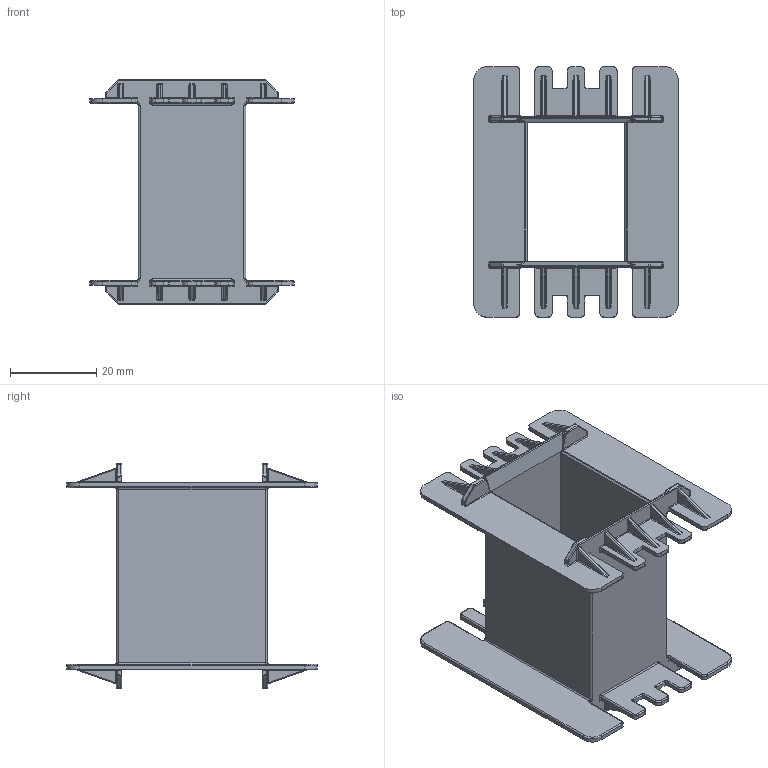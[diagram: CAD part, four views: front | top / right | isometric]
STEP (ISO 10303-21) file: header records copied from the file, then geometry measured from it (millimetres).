
FILE_DESCRIPTION((''),'2;1');
FILE_NAME('C61036-A0116-C202_E70','2020-01-20T',('ea4695'),(''),'PRO/ENGINEER BY PARAMETRIC TECHNOLOGY CORPORATION, 2014000','PRO/ENGINEER BY PARAMETRIC TECHNOLOGY CORPORATION, 2014000','');
FILE_SCHEMA(('CONFIG_CONTROL_DESIGN'));
Products named in the file (1): C61036-A0116-C202_E70
Bounding box: 47.3 x 58 x 52 mm (x, y, z)
Volume: 11071.5 mm3; surface area: 18799.3 mm2
Topology: 1 solids, 1 shells, 1002 faces, 2378 edges, 1380 vertices
Faces by surface type: cylinder 462, plane 192, bspline 164, torus 144, sphere 40
Entity records: 44656 total; most frequent: CARTESIAN_POINT 22446, ORIENTED_EDGE 4756, DIRECTION 4618, EDGE_CURVE 2378, AXIS2_PLACEMENT_3D 1816, VERTEX_POINT 1380, EDGE_LOOP 1006, FACE_OUTER_BOUND 1002
